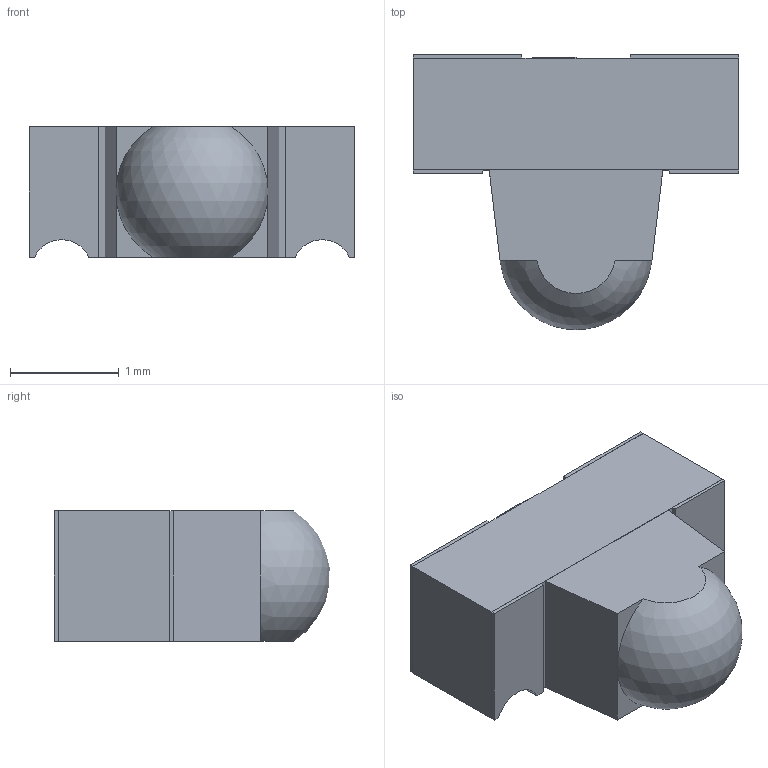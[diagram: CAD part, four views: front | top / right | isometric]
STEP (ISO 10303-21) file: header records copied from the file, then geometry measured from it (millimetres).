
FILE_DESCRIPTION(/* description */ (''),/* implementation_level */ '2;1');
FILE_NAME(/* name */ 'VSMY14940.step',/* time_stamp */ '2022-02-21T20:58:51+02:00',/* author */ (''),/* organization */ (''),/* preprocessor_version */ 'ST-DEVELOPER v18.1',/* originating_system */ 'Autodesk Translation Framework v10.13.0.1454',/* authorisation */ '');
FILE_SCHEMA (('AUTOMOTIVE_DESIGN { 1 0 10303 214 3 1 1 }'));
Length unit declared in the file: millimetre
Products named in the file (1): VSMY14940
Bounding box: 3 x 2.54 x 1.2 mm (x, y, z)
Volume: 5.8 mm3; surface area: 26 mm2
Topology: 2 solids, 2 shells, 52 faces, 132 edges, 84 vertices
Faces by surface type: plane 49, cylinder 2, sphere 1
Entity records: 1632 total; most frequent: CARTESIAN_POINT 269, ORIENTED_EDGE 264, DIRECTION 248, EDGE_CURVE 132, LINE 122, VECTOR 122, VERTEX_POINT 84, AXIS2_PLACEMENT_3D 63
